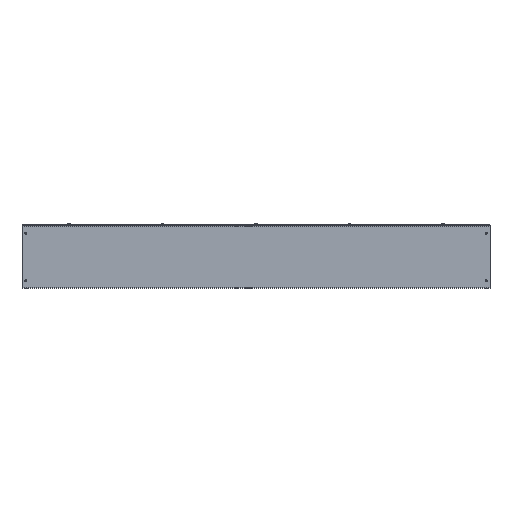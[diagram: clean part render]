
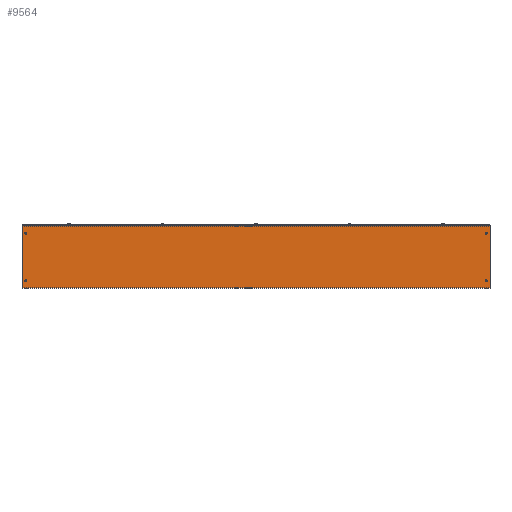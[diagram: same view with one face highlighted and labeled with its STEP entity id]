
A CAD part, left-side view. The second image highlights one B-rep face of the part: STEP entity #9564.
In plain terms, the highlighted planar face has unit normal (-1, 0, 0).
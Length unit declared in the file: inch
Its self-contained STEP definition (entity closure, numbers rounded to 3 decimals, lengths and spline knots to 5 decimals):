
#109 = FACE_OUTER_BOUND ( 'NONE', #5549, .T. ) ;
#156 = ORIENTED_EDGE ( 'NONE', *, *, #2324, .T. ) ;
#440 = DIRECTION ( 'NONE',  ( 0., 0., 1. ) ) ;
#509 = CARTESIAN_POINT ( 'NONE',  ( -4.072, -29.5, 1.133 ) ) ;
#681 = CARTESIAN_POINT ( 'NONE',  ( -4.072, 29.5, 7.205 ) ) ;
#752 = DIRECTION ( 'NONE',  ( 1., 0., 0. ) ) ;
#788 = ORIENTED_EDGE ( 'NONE', *, *, #3939, .T. ) ;
#817 = VECTOR ( 'NONE', #11018, 39.37008 ) ;
#881 = CARTESIAN_POINT ( 'NONE',  ( -4.072, 29.5, 0.867 ) ) ;
#902 = DIRECTION ( 'NONE',  ( 0., 0., 1. ) ) ;
#971 = DIRECTION ( 'NONE',  ( 0., 0., 1. ) ) ;
#1009 = DIRECTION ( 'NONE',  ( 1., 0., 0. ) ) ;
#1270 = LINE ( 'NONE', #8435, #9440 ) ;
#1435 = LINE ( 'NONE', #8606, #4010 ) ;
#1627 = CARTESIAN_POINT ( 'NONE',  ( -4.072, 29.5, 1. ) ) ;
#1631 = ORIENTED_EDGE ( 'NONE', *, *, #6000, .T. ) ;
#1749 = ORIENTED_EDGE ( 'NONE', *, *, #9082, .T. ) ;
#1841 = FACE_BOUND ( 'NONE', #12183, .T. ) ;
#1958 = DIRECTION ( 'NONE',  ( 0., -1., 0. ) ) ;
#2047 = CARTESIAN_POINT ( 'NONE',  ( -4.072, 30., 0.0625 ) ) ;
#2112 = AXIS2_PLACEMENT_3D ( 'NONE', #8772, #5677, #10823 ) ;
#2324 = EDGE_CURVE ( 'NONE', #5774, #6639, #12437, .T. ) ;
#2571 = DIRECTION ( 'NONE',  ( 1., 0., 0. ) ) ;
#2651 = VERTEX_POINT ( 'NONE', #11715 ) ;
#2656 = EDGE_CURVE ( 'NONE', #11221, #8694, #6475, .T. ) ;
#2727 = CIRCLE ( 'NONE', #10203, 0.133 ) ;
#2787 = AXIS2_PLACEMENT_3D ( 'NONE', #5827, #752, #8912 ) ;
#2821 = ORIENTED_EDGE ( 'NONE', *, *, #12149, .T. ) ;
#3096 = LINE ( 'NONE', #12102, #11544 ) ;
#3310 = EDGE_CURVE ( 'NONE', #11748, #9871, #12563, .T. ) ;
#3359 = EDGE_LOOP ( 'NONE', ( #10811, #156 ) ) ;
#3906 = ORIENTED_EDGE ( 'NONE', *, *, #10777, .T. ) ;
#3932 = CARTESIAN_POINT ( 'NONE',  ( -4.072, -29.5, 7.072 ) ) ;
#3939 = EDGE_CURVE ( 'NONE', #12277, #6980, #9166, .T. ) ;
#3964 = DIRECTION ( 'NONE',  ( 1., 0., 0. ) ) ;
#4002 = CARTESIAN_POINT ( 'NONE',  ( -4.072, 30., 0.072 ) ) ;
#4010 = VECTOR ( 'NONE', #440, 39.37008 ) ;
#4047 = ORIENTED_EDGE ( 'NONE', *, *, #9204, .T. ) ;
#4046 = FACE_BOUND ( 'NONE', #9968, .T. ) ;
#4144 = DIRECTION ( 'NONE',  ( 0., 0., 1. ) ) ;
#4290 = CARTESIAN_POINT ( 'NONE',  ( -4.072, -29.5, 6.939 ) ) ;
#4839 = DIRECTION ( 'NONE',  ( 0., 0., 1. ) ) ;
#4889 = ORIENTED_EDGE ( 'NONE', *, *, #2656, .T. ) ;
#5088 = DIRECTION ( 'NONE',  ( 0., 0., 1. ) ) ;
#5549 = EDGE_LOOP ( 'NONE', ( #2821, #4047, #3906, #12265 ) ) ;
#5654 = CARTESIAN_POINT ( 'NONE',  ( -4.072, 29.5, 1.133 ) ) ;
#5677 = DIRECTION ( 'NONE',  ( 1., 0., 0. ) ) ;
#5774 = VERTEX_POINT ( 'NONE', #9223 ) ;
#5827 = CARTESIAN_POINT ( 'NONE',  ( -4.072, -29.5, 1. ) ) ;
#6000 = EDGE_CURVE ( 'NONE', #8694, #11221, #2727, .T. ) ;
#6052 = PLANE ( 'NONE',  #9227 ) ;
#6333 = ORIENTED_EDGE ( 'NONE', *, *, #3310, .T. ) ;
#6475 = CIRCLE ( 'NONE', #9051, 0.133 ) ;
#6487 = EDGE_CURVE ( 'NONE', #6639, #5774, #11057, .T. ) ;
#6532 = VERTEX_POINT ( 'NONE', #12630 ) ;
#6559 = DIRECTION ( 'NONE',  ( 1., 0., 0. ) ) ;
#6589 = DIRECTION ( 'NONE',  ( 1., 0., 0. ) ) ;
#6633 = CIRCLE ( 'NONE', #2787, 0.133 ) ;
#6639 = VERTEX_POINT ( 'NONE', #681 ) ;
#6642 = DIRECTION ( 'NONE',  ( 0., 0., 1. ) ) ;
#6662 = CARTESIAN_POINT ( 'NONE',  ( -4.072, -30., 0.108 ) ) ;
#6850 = CARTESIAN_POINT ( 'NONE',  ( -4.072, 29.5, 7.072 ) ) ;
#6980 = VERTEX_POINT ( 'NONE', #4290 ) ;
#7789 = EDGE_LOOP ( 'NONE', ( #1749, #6333 ) ) ;
#7896 = LINE ( 'NONE', #4002, #817 ) ;
#8207 = FACE_BOUND ( 'NONE', #7789, .T. ) ;
#8414 = CARTESIAN_POINT ( 'NONE',  ( -4.072, -29.5, 0.867 ) ) ;
#8435 = CARTESIAN_POINT ( 'NONE',  ( -4.072, -30., 7.964 ) ) ;
#8606 = CARTESIAN_POINT ( 'NONE',  ( -4.072, -30., 0.072 ) ) ;
#8670 = VERTEX_POINT ( 'NONE', #6662 ) ;
#8694 = VERTEX_POINT ( 'NONE', #5654 ) ;
#8772 = CARTESIAN_POINT ( 'NONE',  ( -4.072, -29.5, 7.072 ) ) ;
#8912 = DIRECTION ( 'NONE',  ( 0., 0., 1. ) ) ;
#9051 = AXIS2_PLACEMENT_3D ( 'NONE', #1627, #2571, #6642 ) ;
#9082 = EDGE_CURVE ( 'NONE', #9871, #11748, #6633, .T. ) ;
#9166 = CIRCLE ( 'NONE', #9802, 0.133 ) ;
#9204 = EDGE_CURVE ( 'NONE', #6532, #8670, #3096, .T. ) ;
#9223 = CARTESIAN_POINT ( 'NONE',  ( -4.072, 29.5, 6.939 ) ) ;
#9227 = AXIS2_PLACEMENT_3D ( 'NONE', #2047, #10134, #971 ) ;
#9382 = VERTEX_POINT ( 'NONE', #10097 ) ;
#9440 = VECTOR ( 'NONE', #12483, 39.37008 ) ;
#9465 = AXIS2_PLACEMENT_3D ( 'NONE', #6850, #6589, #4839 ) ;
#9475 = EDGE_CURVE ( 'NONE', #2651, #9382, #1270, .T. ) ;
#9564 = ADVANCED_FACE ( 'NONE', ( #109, #1841, #8207, #12262, #4046 ), #6052, .T. ) ;
#9585 = ORIENTED_EDGE ( 'NONE', *, *, #11503, .T. ) ;
#9802 = AXIS2_PLACEMENT_3D ( 'NONE', #3932, #10027, #4144 ) ;
#9803 = AXIS2_PLACEMENT_3D ( 'NONE', #10170, #1009, #5088 ) ;
#9871 = VERTEX_POINT ( 'NONE', #509 ) ;
#9968 = EDGE_LOOP ( 'NONE', ( #1631, #4889 ) ) ;
#10027 = DIRECTION ( 'NONE',  ( 1., 0., 0. ) ) ;
#10063 = CARTESIAN_POINT ( 'NONE',  ( -4.072, 29.5, 1. ) ) ;
#10097 = CARTESIAN_POINT ( 'NONE',  ( -4.072, -30., 7.964 ) ) ;
#10134 = DIRECTION ( 'NONE',  ( -1., 0., 0. ) ) ;
#10170 = CARTESIAN_POINT ( 'NONE',  ( -4.072, 29.5, 7.072 ) ) ;
#10203 = AXIS2_PLACEMENT_3D ( 'NONE', #10063, #3964, #902 ) ;
#10578 = CARTESIAN_POINT ( 'NONE',  ( -4.072, -29.5, 1. ) ) ;
#10777 = EDGE_CURVE ( 'NONE', #8670, #9382, #1435, .T. ) ;
#10811 = ORIENTED_EDGE ( 'NONE', *, *, #6487, .T. ) ;
#10823 = DIRECTION ( 'NONE',  ( 0., 0., 1. ) ) ;
#11018 = DIRECTION ( 'NONE',  ( 0., 0., -1. ) ) ;
#11057 = CIRCLE ( 'NONE', #9803, 0.133 ) ;
#11221 = VERTEX_POINT ( 'NONE', #881 ) ;
#11503 = EDGE_CURVE ( 'NONE', #6980, #12277, #12557, .T. ) ;
#11544 = VECTOR ( 'NONE', #1958, 39.37008 ) ;
#11715 = CARTESIAN_POINT ( 'NONE',  ( -4.072, 30., 7.964 ) ) ;
#11748 = VERTEX_POINT ( 'NONE', #8414 ) ;
#11931 = AXIS2_PLACEMENT_3D ( 'NONE', #10578, #6559, #12695 ) ;
#12102 = CARTESIAN_POINT ( 'NONE',  ( -4.072, 30., 0.108 ) ) ;
#12149 = EDGE_CURVE ( 'NONE', #2651, #6532, #7896, .T. ) ;
#12183 = EDGE_LOOP ( 'NONE', ( #788, #9585 ) ) ;
#12262 = FACE_BOUND ( 'NONE', #3359, .T. ) ;
#12265 = ORIENTED_EDGE ( 'NONE', *, *, #9475, .F. ) ;
#12277 = VERTEX_POINT ( 'NONE', #12677 ) ;
#12437 = CIRCLE ( 'NONE', #9465, 0.133 ) ;
#12483 = DIRECTION ( 'NONE',  ( 0., -1., 0. ) ) ;
#12557 = CIRCLE ( 'NONE', #2112, 0.133 ) ;
#12563 = CIRCLE ( 'NONE', #11931, 0.133 ) ;
#12630 = CARTESIAN_POINT ( 'NONE',  ( -4.072, 30., 0.108 ) ) ;
#12677 = CARTESIAN_POINT ( 'NONE',  ( -4.072, -29.5, 7.205 ) ) ;
#12695 = DIRECTION ( 'NONE',  ( 0., 0., 1. ) ) ;
